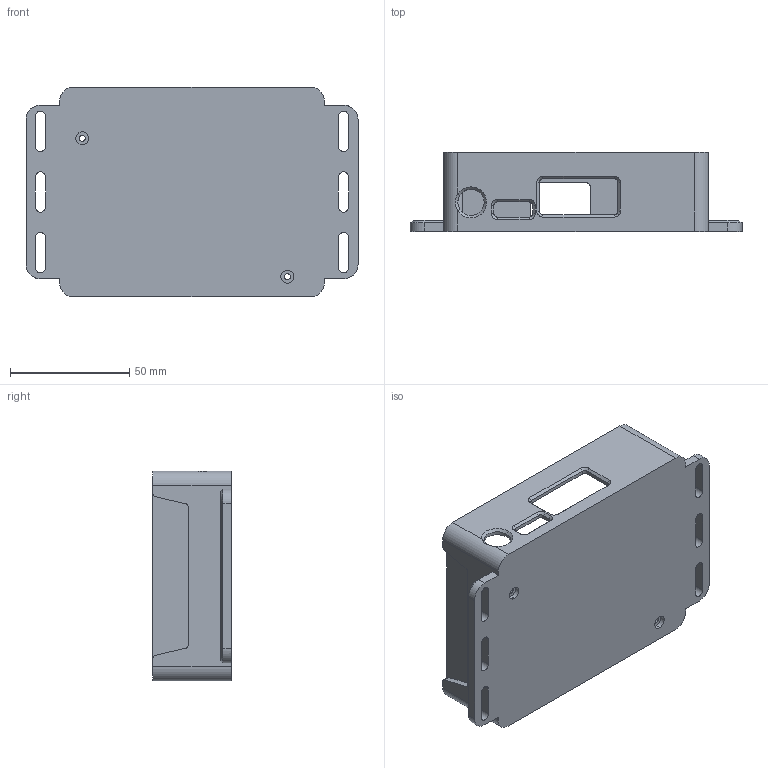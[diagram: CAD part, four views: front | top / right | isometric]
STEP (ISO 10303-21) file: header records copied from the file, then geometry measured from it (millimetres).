
FILE_DESCRIPTION (( 'STEP AP203' ), '1' );
FILE_NAME ('Jetson Nano Case Bottom Rev5.STEP', '2020-09-03T18:17:18', ( '' ), ( '' ), 'SwSTEP 2.0', 'SolidWorks 2019', '' );
FILE_SCHEMA (( 'CONFIG_CONTROL_DESIGN' ));
Length unit declared in the file: millimetre
Products named in the file (1): Jetson Nano Case Bottom Rev5
Bounding box: 139.15 x 33 x 88 mm (x, y, z)
Volume: 54855.7 mm3; surface area: 46918 mm2
Topology: 1 solids, 1 shells, 160 faces, 432 edges, 281 vertices
Faces by surface type: plane 71, cylinder 68, cone 14, torus 4, bspline 3
Entity records: 5637 total; most frequent: CARTESIAN_POINT 1363, DIRECTION 901, ORIENTED_EDGE 864, EDGE_CURVE 432, AXIS2_PLACEMENT_3D 320, VERTEX_POINT 281, LINE 261, VECTOR 261
